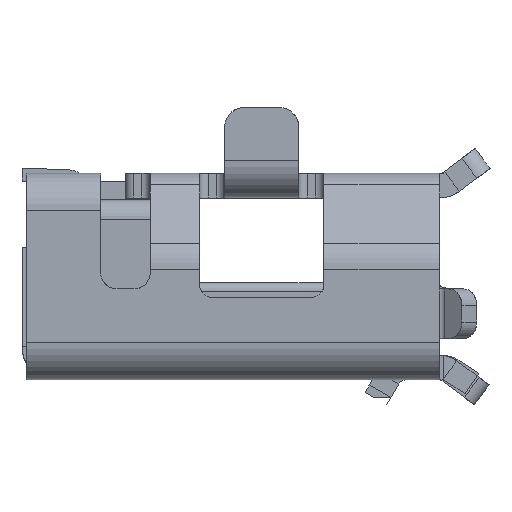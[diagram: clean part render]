
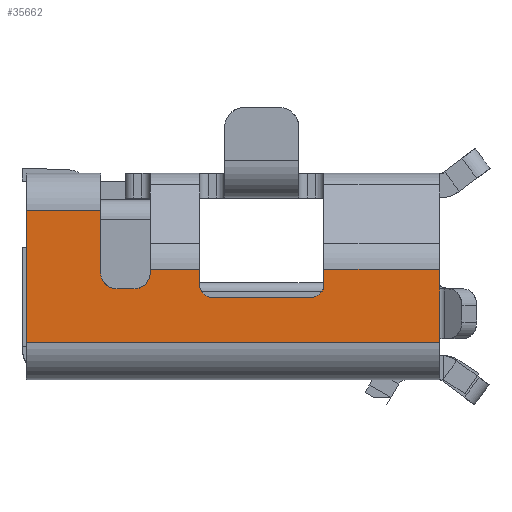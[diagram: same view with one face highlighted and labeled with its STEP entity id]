
A CAD part, left-side view. The second image highlights one B-rep face of the part: STEP entity #35662.
In plain terms, the highlighted face is planar.
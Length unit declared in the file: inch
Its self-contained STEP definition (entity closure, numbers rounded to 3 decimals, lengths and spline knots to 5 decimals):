
#35491=DIRECTION('',(0.,1.,0.));
#35492=VECTOR('',#35491,0.00947);
#35493=CARTESIAN_POINT('',(4.00591,0.06042,
0.20866));
#35494=LINE('',#35493,#35492);
#35495=DIRECTION('',(0.,1.,0.));
#35496=VECTOR('',#35495,0.02362);
#35497=CARTESIAN_POINT('',(4.00591,0.06988,
0.20866));
#35498=LINE('',#35497,#35496);
#35499=DIRECTION('',(0.,1.,0.));
#35500=VECTOR('',#35499,0.00197);
#35501=CARTESIAN_POINT('',(4.00591,0.0935,
0.20866));
#35502=LINE('',#35501,#35500);
#35503=DIRECTION('',(0.,0.,-1.));
#35504=VECTOR('',#35503,0.19685);
#35505=CARTESIAN_POINT('',(4.00591,0.09547,
0.20866));
#35506=LINE('',#35505,#35504);
#35507=DIRECTION('',(0.,-1.,0.));
#35508=VECTOR('',#35507,0.06299);
#35509=CARTESIAN_POINT('',(4.00591,0.09547,
0.01181));
#35510=LINE('',#35509,#35508);
#35511=DIRECTION('',(0.,0.,1.));
#35512=VECTOR('',#35511,0.03543);
#35513=CARTESIAN_POINT('',(4.00591,0.03248,
0.01181));
#35514=LINE('',#35513,#35512);
#35515=DIRECTION('',(0.,1.,0.));
#35516=VECTOR('',#35515,0.02953);
#35517=CARTESIAN_POINT('',(4.00591,0.03248,
0.04724));
#35518=LINE('',#35517,#35516);
#35519=CARTESIAN_POINT('',(4.00591,0.06201,
0.04724));
#35520=CARTESIAN_POINT('',(4.00591,0.06271,
0.04725));
#35521=CARTESIAN_POINT('',(4.00591,0.06407,
0.04743));
#35522=CARTESIAN_POINT('',(4.00591,0.066,
0.04823));
#35523=CARTESIAN_POINT('',(4.00591,0.06764,
0.04949));
#35524=CARTESIAN_POINT('',(4.00591,0.0689,
0.05113));
#35525=CARTESIAN_POINT('',(4.00591,0.0697,
0.05305));
#35526=CARTESIAN_POINT('',(4.00591,0.06988,
0.05441));
#35527=CARTESIAN_POINT('',(4.00591,0.06988,
0.05512));
#35529=DIRECTION('',(0.,0.,1.));
#35530=VECTOR('',#35529,0.00787);
#35531=CARTESIAN_POINT('',(4.00591,0.06988,
0.05512));
#35532=LINE('',#35531,#35530);
#35533=CARTESIAN_POINT('',(4.00591,0.06988,
0.06299));
#35534=CARTESIAN_POINT('',(4.00591,0.06988,
0.0637));
#35535=CARTESIAN_POINT('',(4.00591,0.0697,
0.06506));
#35536=CARTESIAN_POINT('',(4.00591,0.0689,
0.06698));
#35537=CARTESIAN_POINT('',(4.00591,0.06764,
0.06862));
#35538=CARTESIAN_POINT('',(4.00591,0.066,
0.06989));
#35539=CARTESIAN_POINT('',(4.00591,0.06407,
0.07068));
#35540=CARTESIAN_POINT('',(4.00591,0.06271,
0.07086));
#35541=CARTESIAN_POINT('',(4.00591,0.06201,
0.07087));
#35543=DIRECTION('',(0.,-1.,0.));
#35544=VECTOR('',#35543,0.00159);
#35545=CARTESIAN_POINT('',(4.00591,0.06201,
0.07087));
#35546=LINE('',#35545,#35544);
#35547=DIRECTION('',(0.,0.,1.));
#35548=VECTOR('',#35547,0.02362);
#35549=CARTESIAN_POINT('',(4.00591,0.06042,
0.07087));
#35550=LINE('',#35549,#35548);
#35551=DIRECTION('',(0.,1.,0.));
#35552=VECTOR('',#35551,0.0075);
#35553=CARTESIAN_POINT('',(4.00591,0.06042,
0.09449));
#35554=LINE('',#35553,#35552);
#35555=CARTESIAN_POINT('',(4.00591,0.06791,
0.09449));
#35556=CARTESIAN_POINT('',(4.00591,0.06844,
0.09449));
#35557=CARTESIAN_POINT('',(4.00591,0.06946,
0.09462));
#35558=CARTESIAN_POINT('',(4.00591,0.07091,
0.09522));
#35559=CARTESIAN_POINT('',(4.00591,0.07214,
0.09617));
#35560=CARTESIAN_POINT('',(4.00591,0.07308,
0.0974));
#35561=CARTESIAN_POINT('',(4.00591,0.07368,
0.09885));
#35562=CARTESIAN_POINT('',(4.00591,0.07382,
0.09986));
#35563=CARTESIAN_POINT('',(4.00591,0.07382,
0.10039));
#35565=DIRECTION('',(0.,0.,1.));
#35566=VECTOR('',#35565,0.04724);
#35567=CARTESIAN_POINT('',(4.00591,0.07382,
0.10039));
#35568=LINE('',#35567,#35566);
#35569=CARTESIAN_POINT('',(4.00591,0.07382,
0.14764));
#35570=CARTESIAN_POINT('',(4.00591,0.07382,
0.14817));
#35571=CARTESIAN_POINT('',(4.00591,0.07368,
0.14919));
#35572=CARTESIAN_POINT('',(4.00591,0.07308,
0.15063));
#35573=CARTESIAN_POINT('',(4.00591,0.07214,
0.15186));
#35574=CARTESIAN_POINT('',(4.00591,0.07091,
0.15281));
#35575=CARTESIAN_POINT('',(4.00591,0.06946,
0.15341));
#35576=CARTESIAN_POINT('',(4.00591,0.06844,
0.15354));
#35577=CARTESIAN_POINT('',(4.00591,0.06791,
0.15354));
#35579=DIRECTION('',(0.,-1.,0.));
#35580=VECTOR('',#35579,0.0075);
#35581=CARTESIAN_POINT('',(4.00591,0.06791,
0.15354));
#35582=LINE('',#35581,#35580);
#35583=DIRECTION('',(0.,0.,1.));
#35584=VECTOR('',#35583,0.05512);
#35585=CARTESIAN_POINT('',(4.00591,0.06042,
0.15354));
#35586=LINE('',#35585,#35584);
#35587=CARTESIAN_POINT('',(4.00591,0.06042,
0.20866));
#35588=CARTESIAN_POINT('',(4.00591,0.06988,
0.20866));
#35589=VERTEX_POINT('',#35587);
#35590=VERTEX_POINT('',#35588);
#35591=CARTESIAN_POINT('',(4.00591,0.0935,
0.20866));
#35592=VERTEX_POINT('',#35591);
#35593=CARTESIAN_POINT('',(4.00591,0.09547,
0.20866));
#35594=VERTEX_POINT('',#35593);
#35595=CARTESIAN_POINT('',(4.00591,0.09547,
0.01181));
#35596=VERTEX_POINT('',#35595);
#35597=CARTESIAN_POINT('',(4.00591,0.03248,
0.01181));
#35598=VERTEX_POINT('',#35597);
#35599=CARTESIAN_POINT('',(4.00591,0.03248,
0.04724));
#35600=VERTEX_POINT('',#35599);
#35601=CARTESIAN_POINT('',(4.00591,0.06201,
0.04724));
#35602=VERTEX_POINT('',#35601);
#35603=VERTEX_POINT('',#35527);
#35604=CARTESIAN_POINT('',(4.00591,0.06988,
0.06299));
#35605=VERTEX_POINT('',#35604);
#35606=VERTEX_POINT('',#35541);
#35607=CARTESIAN_POINT('',(4.00591,0.06042,
0.07087));
#35608=VERTEX_POINT('',#35607);
#35609=CARTESIAN_POINT('',(4.00591,0.06042,
0.09449));
#35610=VERTEX_POINT('',#35609);
#35611=CARTESIAN_POINT('',(4.00591,0.06791,
0.09449));
#35612=VERTEX_POINT('',#35611);
#35613=VERTEX_POINT('',#35563);
#35614=CARTESIAN_POINT('',(4.00591,0.07382,
0.14764));
#35615=VERTEX_POINT('',#35614);
#35616=VERTEX_POINT('',#35577);
#35617=CARTESIAN_POINT('',(4.00591,0.06042,
0.15354));
#35618=VERTEX_POINT('',#35617);
#35619=CARTESIAN_POINT('',(4.00591,0.06398,
0.11024));
#35620=DIRECTION('',(1.,0.,0.));
#35621=DIRECTION('',(0.,-1.,0.));
#35622=AXIS2_PLACEMENT_3D('',#35619,#35620,#35621);
#35623=PLANE('',#35622);
#35625=ORIENTED_EDGE('',*,*,#35624,.T.);
#35627=ORIENTED_EDGE('',*,*,#35626,.T.);
#35629=ORIENTED_EDGE('',*,*,#35628,.T.);
#35631=ORIENTED_EDGE('',*,*,#35630,.T.);
#35633=ORIENTED_EDGE('',*,*,#35632,.T.);
#35635=ORIENTED_EDGE('',*,*,#35634,.T.);
#35637=ORIENTED_EDGE('',*,*,#35636,.T.);
#35639=ORIENTED_EDGE('',*,*,#35638,.T.);
#35641=ORIENTED_EDGE('',*,*,#35640,.T.);
#35643=ORIENTED_EDGE('',*,*,#35642,.T.);
#35645=ORIENTED_EDGE('',*,*,#35644,.T.);
#35647=ORIENTED_EDGE('',*,*,#35646,.T.);
#35649=ORIENTED_EDGE('',*,*,#35648,.T.);
#35651=ORIENTED_EDGE('',*,*,#35650,.T.);
#35653=ORIENTED_EDGE('',*,*,#35652,.T.);
#35655=ORIENTED_EDGE('',*,*,#35654,.T.);
#35657=ORIENTED_EDGE('',*,*,#35656,.T.);
#35659=ORIENTED_EDGE('',*,*,#35658,.T.);
#35660=EDGE_LOOP('',(#35625,#35627,#35629,#35631,#35633,#35635,#35637,#35639,
#35641,#35643,#35645,#35647,#35649,#35651,#35653,#35655,#35657,#35659));
#35661=FACE_OUTER_BOUND('',#35660,.F.);
#35662=ADVANCED_FACE('',(#35661),#35623,.T.);
#35528=B_SPLINE_CURVE_WITH_KNOTS('',3,(#35519,#35520,#35521,#35522,#35523,
#35524,#35525,#35526,#35527),.UNSPECIFIED.,.F.,.F.,(4,1,1,1,1,1,4),(0.,
0.16667,0.33333,0.5,0.66667,0.83333,
1.),.UNSPECIFIED.);
#35542=B_SPLINE_CURVE_WITH_KNOTS('',3,(#35533,#35534,#35535,#35536,#35537,
#35538,#35539,#35540,#35541),.UNSPECIFIED.,.F.,.F.,(4,1,1,1,1,1,4),(0.,
0.16667,0.33333,0.5,0.66667,0.83333,
1.),.UNSPECIFIED.);
#35564=B_SPLINE_CURVE_WITH_KNOTS('',3,(#35555,#35556,#35557,#35558,#35559,
#35560,#35561,#35562,#35563),.UNSPECIFIED.,.F.,.F.,(4,1,1,1,1,1,4),(0.,
0.16667,0.33333,0.5,0.66667,0.83333,
1.),.UNSPECIFIED.);
#35578=B_SPLINE_CURVE_WITH_KNOTS('',3,(#35569,#35570,#35571,#35572,#35573,
#35574,#35575,#35576,#35577),.UNSPECIFIED.,.F.,.F.,(4,1,1,1,1,1,4),(0.,
0.16667,0.33333,0.5,0.66667,0.83333,
1.),.UNSPECIFIED.);
#35624=EDGE_CURVE('',#35589,#35590,#35494,.T.);
#35626=EDGE_CURVE('',#35590,#35592,#35498,.T.);
#35628=EDGE_CURVE('',#35592,#35594,#35502,.T.);
#35630=EDGE_CURVE('',#35594,#35596,#35506,.T.);
#35632=EDGE_CURVE('',#35596,#35598,#35510,.T.);
#35634=EDGE_CURVE('',#35598,#35600,#35514,.T.);
#35636=EDGE_CURVE('',#35600,#35602,#35518,.T.);
#35638=EDGE_CURVE('',#35602,#35603,#35528,.T.);
#35640=EDGE_CURVE('',#35603,#35605,#35532,.T.);
#35642=EDGE_CURVE('',#35605,#35606,#35542,.T.);
#35644=EDGE_CURVE('',#35606,#35608,#35546,.T.);
#35646=EDGE_CURVE('',#35608,#35610,#35550,.T.);
#35648=EDGE_CURVE('',#35610,#35612,#35554,.T.);
#35650=EDGE_CURVE('',#35612,#35613,#35564,.T.);
#35652=EDGE_CURVE('',#35613,#35615,#35568,.T.);
#35654=EDGE_CURVE('',#35615,#35616,#35578,.T.);
#35656=EDGE_CURVE('',#35616,#35618,#35582,.T.);
#35658=EDGE_CURVE('',#35618,#35589,#35586,.T.);
